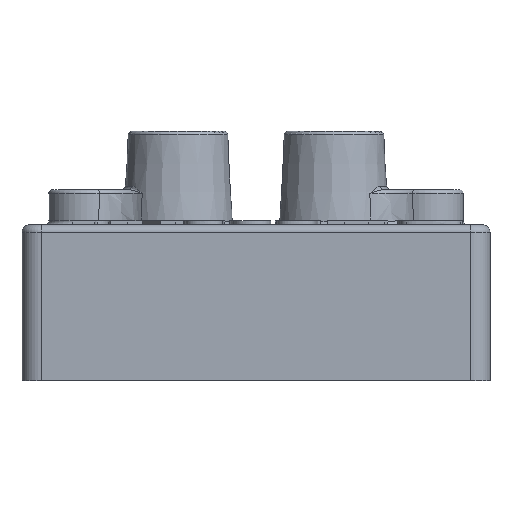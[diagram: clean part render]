
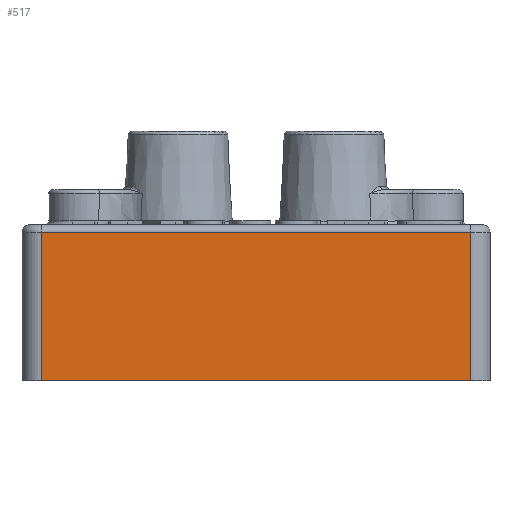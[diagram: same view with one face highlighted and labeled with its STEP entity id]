
A CAD part, front view. The second image highlights one B-rep face of the part: STEP entity #517.
In plain terms, the highlighted planar face has unit normal (0, -1, 0).
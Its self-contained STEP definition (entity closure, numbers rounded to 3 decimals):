
#250=FACE_OUTER_BOUND('',#1856,.T.);
#517=ADVANCED_FACE('',(#250),#824,.T.);
#824=PLANE('',#5064);
#1233=LINE('',#7750,#1486);
#1246=LINE('',#7791,#1499);
#1247=LINE('',#7793,#1500);
#1248=LINE('',#7795,#1501);
#1486=VECTOR('',#5660,1.);
#1499=VECTOR('',#5697,1.);
#1500=VECTOR('',#5698,1.);
#1501=VECTOR('',#5699,1.);
#1856=EDGE_LOOP('',(#2428,#2429,#2430,#2431));
#2428=ORIENTED_EDGE('',*,*,#4279,.T.);
#2429=ORIENTED_EDGE('',*,*,#4280,.T.);
#2430=ORIENTED_EDGE('',*,*,#4281,.T.);
#2431=ORIENTED_EDGE('',*,*,#4256,.T.);
#3807=VERTEX_POINT('',#7749);
#3808=VERTEX_POINT('',#7751);
#3824=VERTEX_POINT('',#7792);
#3825=VERTEX_POINT('',#7794);
#4256=EDGE_CURVE('',#3808,#3807,#1233,.T.);
#4279=EDGE_CURVE('',#3807,#3824,#1246,.T.);
#4280=EDGE_CURVE('',#3824,#3825,#1247,.T.);
#4281=EDGE_CURVE('',#3825,#3808,#1248,.T.);
#5064=AXIS2_PLACEMENT_3D('',#7796,#5700,#5701);
#5660=DIRECTION('',(1.,0.,0.));
#5697=DIRECTION('',(0.,0.,1.));
#5698=DIRECTION('',(-1.,0.,0.));
#5699=DIRECTION('',(0.,0.,-1.));
#5700=DIRECTION('',(0.,-1.,0.));
#5701=DIRECTION('',(0.,0.,-1.));
#7749=CARTESIAN_POINT('',(57.5,0.,8.));
#7750=CARTESIAN_POINT('',(30.,0.,8.));
#7751=CARTESIAN_POINT('',(2.5,0.,8.));
#7791=CARTESIAN_POINT('',(57.5,0.,8.));
#7792=CARTESIAN_POINT('',(57.5,0.,27.));
#7793=CARTESIAN_POINT('',(30.,0.,27.));
#7794=CARTESIAN_POINT('',(2.5,0.,27.));
#7795=CARTESIAN_POINT('',(2.5,0.,8.));
#7796=CARTESIAN_POINT('',(30.,0.,8.));
